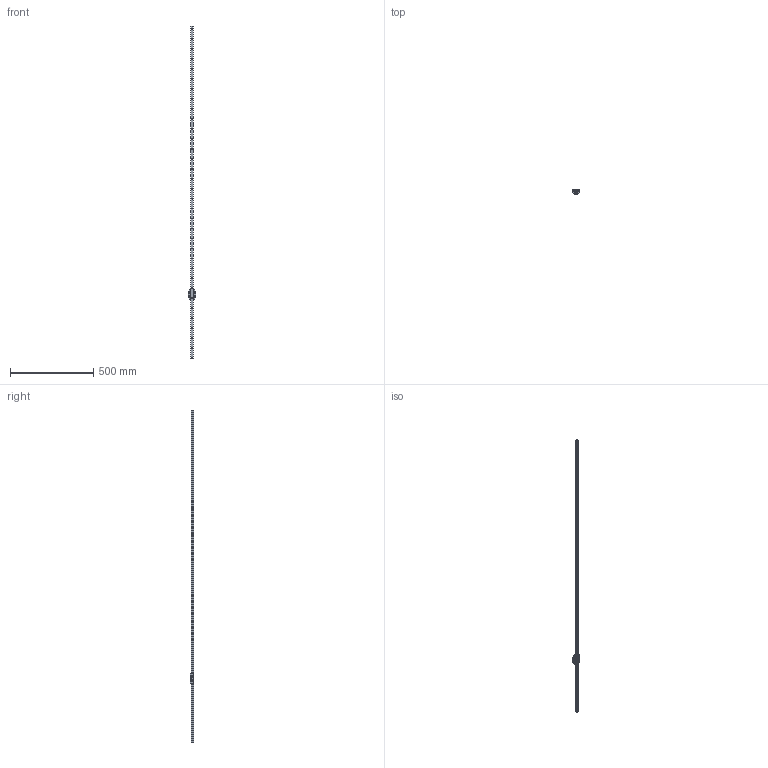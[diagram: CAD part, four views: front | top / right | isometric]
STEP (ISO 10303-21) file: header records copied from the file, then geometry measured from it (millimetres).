
FILE_DESCRIPTION (( 'STEP AP203' ), '1' );
FILE_NAME ('H16394309-c366-4dd0-a45d-5a6e46d63825.step', '2015-07-17T19:23:02', ( 'dsemanik' ), ( 'Microsoft' ), 'SwSTEP 2.0', 'SolidWorks 2013', '' );
FILE_SCHEMA (( 'CONFIG_CONTROL_DESIGN' ));
Length unit declared in the file: inch
Products named in the file (5): BasePoint; NH15 Rail; NH15EA_STD; NH15EA_AMBLY_STD; H16394309-c366-4dd0-a45d-5a6e46d63825
Assembly tree (3 placements, depth 3):
  BasePoint
  H16394309-c366-4dd0-a45d-5a6e46d63825
    NH15 Rail
    NH15EA_AMBLY_STD
      NH15EA_STD
Bounding box: 47 x 24 x 2000 mm (x, y, z)
Volume: 458903.2 mm3; surface area: 157620.9 mm2
Topology: 2 solids, 2 shells, 510 faces, 1337 edges, 879 vertices
Faces by surface type: plane 276, cylinder 221, torus 13
Entity records: 16521 total; most frequent: CARTESIAN_POINT 3062, DIRECTION 2709, ORIENTED_EDGE 2674, EDGE_CURVE 1337, AXIS2_PLACEMENT_3D 922, VERTEX_POINT 879, LINE 865, VECTOR 865
